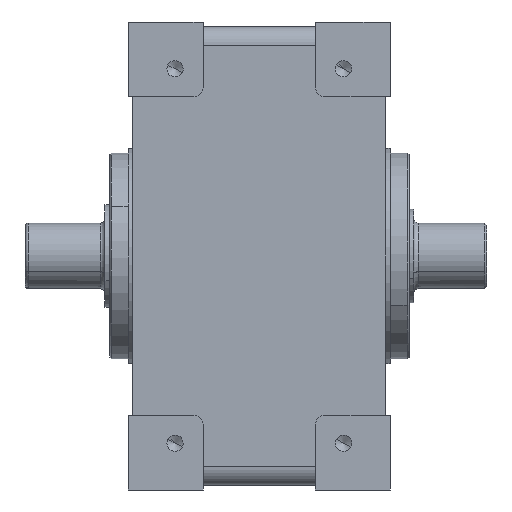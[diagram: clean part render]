
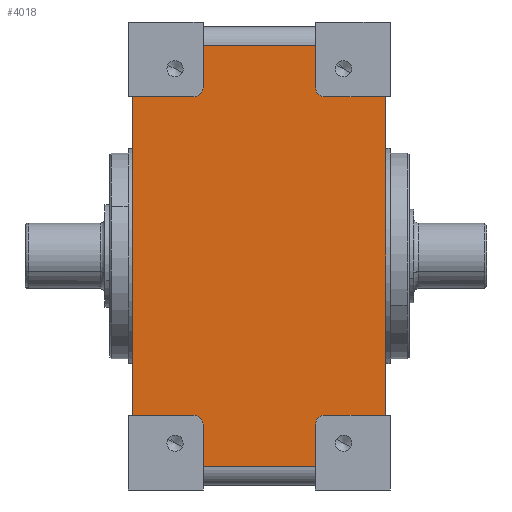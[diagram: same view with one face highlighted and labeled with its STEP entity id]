
A CAD part, front view. The second image highlights one B-rep face of the part: STEP entity #4018.
In plain terms, the highlighted planar face has unit normal (0, -1, 0).
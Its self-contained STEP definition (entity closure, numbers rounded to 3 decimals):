
#213=CARTESIAN_POINT('Vertex',(-135.,-510.,-170.)) ;
#216=CARTESIAN_POINT('Line Origine',(-135.,-510.,0.)) ;
#220=CARTESIAN_POINT('Vertex',(-135.,-510.,170.)) ;
#1187=CARTESIAN_POINT('Line Origine',(60.,-510.,202.5)) ;
#1191=CARTESIAN_POINT('Vertex',(60.,-510.,180.)) ;
#1193=CARTESIAN_POINT('Vertex',(60.,-510.,225.)) ;
#1848=CARTESIAN_POINT('Vertex',(135.,-510.,-170.)) ;
#1851=CARTESIAN_POINT('Line Origine',(102.5,-510.,-170.)) ;
#1855=CARTESIAN_POINT('Vertex',(70.,-510.,-170.)) ;
#2113=CARTESIAN_POINT('Axis2P3D Location',(70.,-510.,-180.)) ;
#2117=CARTESIAN_POINT('Vertex',(60.,-510.,-180.)) ;
#2175=CARTESIAN_POINT('Line Origine',(60.,-510.,-202.5)) ;
#2179=CARTESIAN_POINT('Vertex',(60.,-510.,-225.)) ;
#2298=CARTESIAN_POINT('Line Origine',(-102.5,-510.,-170.)) ;
#2302=CARTESIAN_POINT('Vertex',(-70.,-510.,-170.)) ;
#2904=CARTESIAN_POINT('Axis2P3D Location',(-70.,-510.,180.)) ;
#2908=CARTESIAN_POINT('Vertex',(-70.,-510.,170.)) ;
#2910=CARTESIAN_POINT('Vertex',(-60.,-510.,180.)) ;
#3603=CARTESIAN_POINT('Vertex',(-60.,-510.,-225.)) ;
#3608=CARTESIAN_POINT('Line Origine',(-60.,-510.,-202.5)) ;
#3612=CARTESIAN_POINT('Vertex',(-60.,-510.,-180.)) ;
#3678=CARTESIAN_POINT('Axis2P3D Location',(-70.,-510.,-180.)) ;
#3745=CARTESIAN_POINT('Line Origine',(0.,-510.,-225.)) ;
#3866=CARTESIAN_POINT('Line Origine',(-102.5,-510.,170.)) ;
#3926=CARTESIAN_POINT('Line Origine',(102.5,-510.,170.)) ;
#3930=CARTESIAN_POINT('Vertex',(70.,-510.,170.)) ;
#3932=CARTESIAN_POINT('Vertex',(135.,-510.,170.)) ;
#3973=CARTESIAN_POINT('Axis2P3D Location',(0.,-510.,170.)) ;
#3978=CARTESIAN_POINT('Line Origine',(135.,-510.,0.)) ;
#3983=CARTESIAN_POINT('Axis2P3D Location',(70.,-510.,180.)) ;
#3988=CARTESIAN_POINT('Line Origine',(0.,-510.,225.)) ;
#3992=CARTESIAN_POINT('Vertex',(-60.,-510.,225.)) ;
#3995=CARTESIAN_POINT('Line Origine',(-60.,-510.,202.5)) ;
#217=DIRECTION('Vector Direction',(0.,0.,-1.)) ;
#1188=DIRECTION('Vector Direction',(0.,0.,-1.)) ;
#1852=DIRECTION('Vector Direction',(1.,0.,0.)) ;
#2114=DIRECTION('Axis2P3D Direction',(0.,-1.,0.)) ;
#2176=DIRECTION('Vector Direction',(0.,0.,-1.)) ;
#2299=DIRECTION('Vector Direction',(1.,0.,0.)) ;
#2905=DIRECTION('Axis2P3D Direction',(0.,1.,0.)) ;
#3609=DIRECTION('Vector Direction',(0.,0.,-1.)) ;
#3679=DIRECTION('Axis2P3D Direction',(0.,1.,0.)) ;
#3746=DIRECTION('Vector Direction',(1.,0.,0.)) ;
#3867=DIRECTION('Vector Direction',(1.,0.,0.)) ;
#3927=DIRECTION('Vector Direction',(1.,0.,0.)) ;
#3974=DIRECTION('Axis2P3D Direction',(0.,-1.,0.)) ;
#3975=DIRECTION('Axis2P3D XDirection',(0.,0.,-1.)) ;
#3979=DIRECTION('Vector Direction',(0.,0.,-1.)) ;
#3984=DIRECTION('Axis2P3D Direction',(0.,-1.,0.)) ;
#3989=DIRECTION('Vector Direction',(1.,0.,0.)) ;
#3996=DIRECTION('Vector Direction',(0.,0.,-1.)) ;
#2115=AXIS2_PLACEMENT_3D('Circle Axis2P3D',#2113,#2114,$) ;
#2906=AXIS2_PLACEMENT_3D('Circle Axis2P3D',#2904,#2905,$) ;
#3680=AXIS2_PLACEMENT_3D('Circle Axis2P3D',#3678,#3679,$) ;
#3976=AXIS2_PLACEMENT_3D('Plane Axis2P3D',#3973,#3974,#3975) ;
#3985=AXIS2_PLACEMENT_3D('Circle Axis2P3D',#3983,#3984,$) ;
#4001=ORIENTED_EDGE('',*,*,#2181,.T.) ;
#4002=ORIENTED_EDGE('',*,*,#2119,.F.) ;
#4003=ORIENTED_EDGE('',*,*,#1857,.T.) ;
#4004=ORIENTED_EDGE('',*,*,#3982,.F.) ;
#4005=ORIENTED_EDGE('',*,*,#3934,.F.) ;
#4006=ORIENTED_EDGE('',*,*,#3987,.F.) ;
#4007=ORIENTED_EDGE('',*,*,#1195,.T.) ;
#4008=ORIENTED_EDGE('',*,*,#3994,.T.) ;
#4009=ORIENTED_EDGE('',*,*,#3999,.F.) ;
#4010=ORIENTED_EDGE('',*,*,#2912,.F.) ;
#4011=ORIENTED_EDGE('',*,*,#3870,.F.) ;
#4012=ORIENTED_EDGE('',*,*,#222,.F.) ;
#4013=ORIENTED_EDGE('',*,*,#2304,.T.) ;
#4014=ORIENTED_EDGE('',*,*,#3682,.F.) ;
#4015=ORIENTED_EDGE('',*,*,#3614,.F.) ;
#4016=ORIENTED_EDGE('',*,*,#3749,.F.) ;
#218=VECTOR('Line Direction',#217,1.) ;
#1189=VECTOR('Line Direction',#1188,1.) ;
#1853=VECTOR('Line Direction',#1852,1.) ;
#2177=VECTOR('Line Direction',#2176,1.) ;
#2300=VECTOR('Line Direction',#2299,1.) ;
#3610=VECTOR('Line Direction',#3609,1.) ;
#3747=VECTOR('Line Direction',#3746,1.) ;
#3868=VECTOR('Line Direction',#3867,1.) ;
#3928=VECTOR('Line Direction',#3927,1.) ;
#3980=VECTOR('Line Direction',#3979,1.) ;
#3990=VECTOR('Line Direction',#3989,1.) ;
#3997=VECTOR('Line Direction',#3996,1.) ;
#4018=ADVANCED_FACE('\X2\51434EF6672C9AD4\X0\',(#4017),#3977,.T.) ;
#2116=CIRCLE('generated circle',#2115,10.) ;
#2907=CIRCLE('generated circle',#2906,10.) ;
#3681=CIRCLE('generated circle',#3680,10.) ;
#3986=CIRCLE('generated circle',#3985,10.) ;
#222=EDGE_CURVE('',#214,#221,#219,.F.) ;
#1195=EDGE_CURVE('',#1192,#1194,#1190,.F.) ;
#1857=EDGE_CURVE('',#1856,#1849,#1854,.T.) ;
#2119=EDGE_CURVE('',#1856,#2118,#2116,.T.) ;
#2181=EDGE_CURVE('',#2180,#2118,#2178,.F.) ;
#2304=EDGE_CURVE('',#214,#2303,#2301,.T.) ;
#2912=EDGE_CURVE('',#2909,#2911,#2907,.F.) ;
#3614=EDGE_CURVE('',#3604,#3613,#3611,.F.) ;
#3682=EDGE_CURVE('',#3613,#2303,#3681,.F.) ;
#3749=EDGE_CURVE('',#2180,#3604,#3748,.F.) ;
#3870=EDGE_CURVE('',#221,#2909,#3869,.T.) ;
#3934=EDGE_CURVE('',#3931,#3933,#3929,.T.) ;
#3982=EDGE_CURVE('',#3933,#1849,#3981,.T.) ;
#3987=EDGE_CURVE('',#1192,#3931,#3986,.T.) ;
#3994=EDGE_CURVE('',#1194,#3993,#3991,.F.) ;
#3999=EDGE_CURVE('',#2911,#3993,#3998,.F.) ;
#4000=EDGE_LOOP('',(#4001,#4002,#4003,#4004,#4005,#4006,#4007,#4008,#4009,#4010,#4011,#4012,#4013,#4014,#4015,#4016)) ;
#4017=FACE_OUTER_BOUND('',#4000,.T.) ;
#219=LINE('Line',#216,#218) ;
#1190=LINE('Line',#1187,#1189) ;
#1854=LINE('Line',#1851,#1853) ;
#2178=LINE('Line',#2175,#2177) ;
#2301=LINE('Line',#2298,#2300) ;
#3611=LINE('Line',#3608,#3610) ;
#3748=LINE('Line',#3745,#3747) ;
#3869=LINE('Line',#3866,#3868) ;
#3929=LINE('Line',#3926,#3928) ;
#3981=LINE('Line',#3978,#3980) ;
#3991=LINE('Line',#3988,#3990) ;
#3998=LINE('Line',#3995,#3997) ;
#3977=PLANE('Plane',#3976) ;
#214=VERTEX_POINT('',#213) ;
#221=VERTEX_POINT('',#220) ;
#1192=VERTEX_POINT('',#1191) ;
#1194=VERTEX_POINT('',#1193) ;
#1849=VERTEX_POINT('',#1848) ;
#1856=VERTEX_POINT('',#1855) ;
#2118=VERTEX_POINT('',#2117) ;
#2180=VERTEX_POINT('',#2179) ;
#2303=VERTEX_POINT('',#2302) ;
#2909=VERTEX_POINT('',#2908) ;
#2911=VERTEX_POINT('',#2910) ;
#3604=VERTEX_POINT('',#3603) ;
#3613=VERTEX_POINT('',#3612) ;
#3931=VERTEX_POINT('',#3930) ;
#3933=VERTEX_POINT('',#3932) ;
#3993=VERTEX_POINT('',#3992) ;
